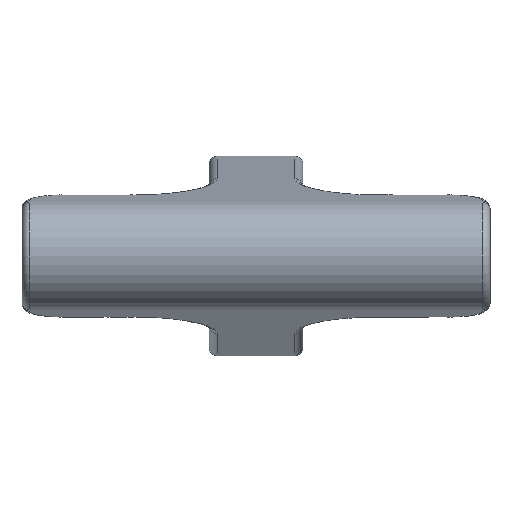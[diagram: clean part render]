
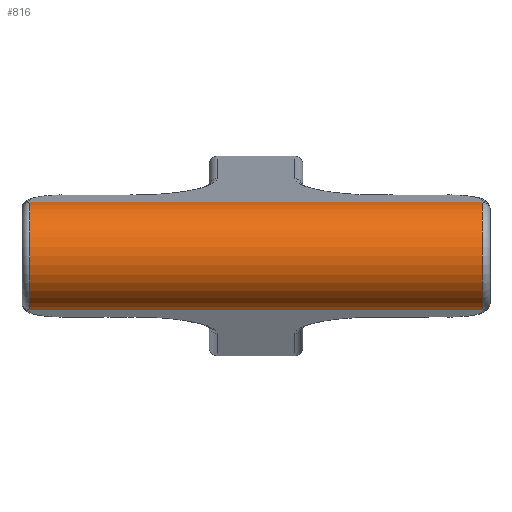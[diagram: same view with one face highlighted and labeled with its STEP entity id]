
A CAD part, front view. The second image highlights one B-rep face of the part: STEP entity #816.
In plain terms, the highlighted cylindrical face has radius 7.036 mm (diameter 14.072 mm), a partial arc.
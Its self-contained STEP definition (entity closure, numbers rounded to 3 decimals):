
#154=FACE_OUTER_BOUND('',#209,.T.);
#209=EDGE_LOOP('',(#618,#619,#620,#621));
#267=LINE('',#2122,#312);
#271=LINE('',#2160,#316);
#312=VECTOR('',#1120,10.);
#316=VECTOR('',#1126,10.);
#356=CIRCLE('',#981,7.036);
#359=CIRCLE('',#989,7.036);
#396=VERTEX_POINT('',#1681);
#398=VERTEX_POINT('',#1687);
#408=VERTEX_POINT('',#2121);
#413=VERTEX_POINT('',#2159);
#472=EDGE_CURVE('',#396,#398,#356,.T.);
#485=EDGE_CURVE('',#398,#408,#267,.T.);
#491=EDGE_CURVE('',#396,#413,#271,.T.);
#492=EDGE_CURVE('',#408,#413,#359,.T.);
#618=ORIENTED_EDGE('',*,*,#472,.F.);
#619=ORIENTED_EDGE('',*,*,#491,.T.);
#620=ORIENTED_EDGE('',*,*,#492,.F.);
#621=ORIENTED_EDGE('',*,*,#485,.F.);
#790=CYLINDRICAL_SURFACE('',#988,7.036);
#816=ADVANCED_FACE('',(#154),#790,.T.);
#981=AXIS2_PLACEMENT_3D('',#1691,#1102,#1103);
#988=AXIS2_PLACEMENT_3D('',#2158,#1124,#1125);
#989=AXIS2_PLACEMENT_3D('',#2161,#1127,#1128);
#1102=DIRECTION('center_axis',(1.,0.,0.));
#1103=DIRECTION('ref_axis',(0.,-0.187,-0.982));
#1120=DIRECTION('',(-1.,0.,0.));
#1124=DIRECTION('center_axis',(1.,0.,0.));
#1125=DIRECTION('ref_axis',(0.,-0.187,0.982));
#1126=DIRECTION('',(-1.,0.,0.));
#1127=DIRECTION('center_axis',(-1.,0.,0.));
#1128=DIRECTION('ref_axis',(0.,-0.187,0.982));
#1681=CARTESIAN_POINT('',(884.291,111.109,-1642.793));
#1687=CARTESIAN_POINT('',(884.291,111.109,-1656.617));
#1691=CARTESIAN_POINT('Origin',(884.291,112.424,-1649.705));
#2121=CARTESIAN_POINT('',(826.291,111.109,-1656.617));
#2122=CARTESIAN_POINT('',(884.291,111.109,-1656.617));
#2158=CARTESIAN_POINT('Origin',(855.291,112.424,-1649.705));
#2159=CARTESIAN_POINT('',(826.291,111.109,-1642.793));
#2160=CARTESIAN_POINT('',(884.291,111.109,-1642.793));
#2161=CARTESIAN_POINT('Origin',(826.291,112.424,-1649.705));
